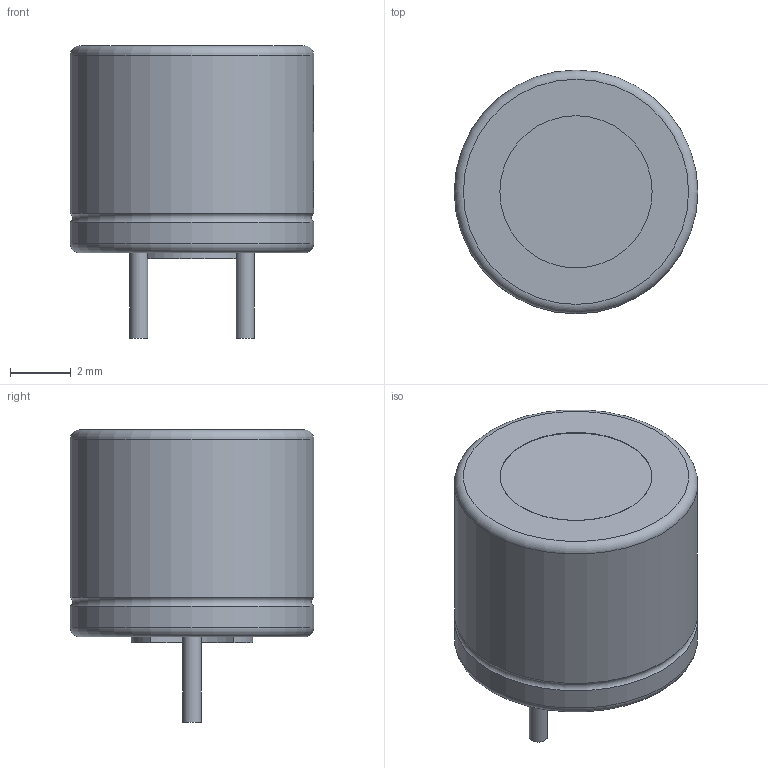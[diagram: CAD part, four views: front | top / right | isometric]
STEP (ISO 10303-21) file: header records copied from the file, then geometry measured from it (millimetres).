
FILE_DESCRIPTION(('FreeCAD Model'),'2;1');
FILE_NAME('Capacitor-Electrolytic-8x7.step','2018-04-24T14:38:41',('Author'),(''), 'Open CASCADE STEP processor 7.2','FreeCAD','Unknown');
FILE_SCHEMA(('AUTOMOTIVE_DESIGN { 1 0 10303 214 1 1 1 1 }'));
Length unit declared in the file: millimetre
Products named in the file (5): Pad001; Cut; Pad003; Pad; Clone_(Mirror_#1)
Bounding box: 8 x 8 x 9.6 mm (x, y, z)
Volume: 343.7 mm3; surface area: 342.2 mm2
Topology: 5 solids, 5 shells, 36 faces, 68 edges, 44 vertices
Faces by surface type: plane 22, cylinder 11, torus 3
Full cylindrical faces by diameter (mm): 0.6 x2, 5 x3, 8 x2
Entity records: 1148 total; most frequent: DIRECTION 177, CARTESIAN_POINT 149, ORIENTED_EDGE 136, AXIS2_PLACEMENT_3D 72, EDGE_CURVE 68, VERTEX_POINT 44, FACE_BOUND 38, EDGE_LOOP 38
